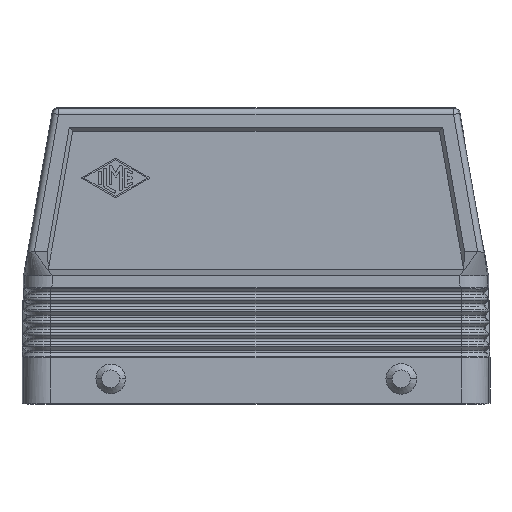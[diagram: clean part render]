
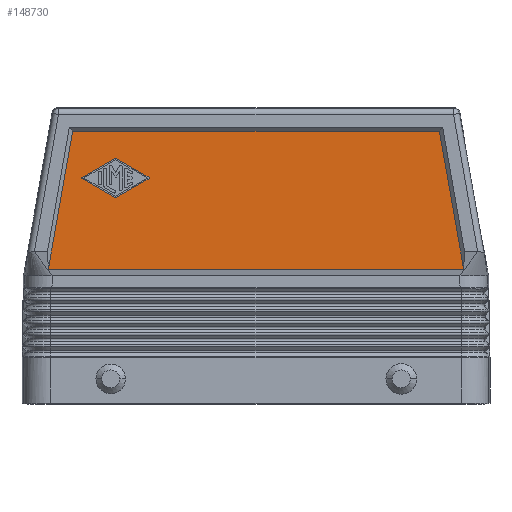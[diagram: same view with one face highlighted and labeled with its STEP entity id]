
A CAD part, left-side view. The second image highlights one B-rep face of the part: STEP entity #148730.
In plain terms, the highlighted planar face has unit normal (-1, 0, 0).
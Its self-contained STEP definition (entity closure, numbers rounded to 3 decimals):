
#147370=CARTESIAN_POINT('',(374.083,-22.843,
34.87));
#147380=VERTEX_POINT('',#147370);
#147410=CARTESIAN_POINT('',(374.083,-26.831,
12.233));
#147420=DIRECTION('',(0.,0.174,0.985));
#147430=VECTOR('',#147420,1.);
#147440=LINE('',#147410,#147430);
#147450=CARTESIAN_POINT('',(374.083,-16.613,
70.233));
#147460=VERTEX_POINT('',#147450);
#147470=EDGE_CURVE('',#147380,#147460,#147440,.T.);
#147730=CARTESIAN_POINT('',(374.083,-12.317,
48.893));
#147740=DIRECTION('',(1.,0.,0.));
#147750=DIRECTION('',(0.,1.,0.));
#147760=AXIS2_PLACEMENT_3D('',#147730,#147740,#147750);
#147770=PLANE('',#147760);
#147780=CARTESIAN_POINT('',(374.083,44.373,
34.87));
#147790=DIRECTION('',(0.,1.,0.));
#147800=VECTOR('',#147790,1.);
#147810=LINE('',#147780,#147800);
#147820=CARTESIAN_POINT('',(374.083,83.656,
34.87));
#147830=VERTEX_POINT('',#147820);
#147840=EDGE_CURVE('',#147380,#147830,#147810,.T.);
#147850=ORIENTED_EDGE('',*,*,#147840,.F.);
#147860=CARTESIAN_POINT('',(374.083,87.644,
12.233));
#147870=DIRECTION('',(0.,-0.174,0.985));
#147880=VECTOR('',#147870,1.);
#147890=LINE('',#147860,#147880);
#147900=CARTESIAN_POINT('',(374.083,77.426,
70.233));
#147910=VERTEX_POINT('',#147900);
#147920=EDGE_CURVE('',#147830,#147910,#147890,.T.);
#147930=ORIENTED_EDGE('',*,*,#147920,.F.);
#147940=CARTESIAN_POINT('',(374.083,44.373,
70.233));
#147950=DIRECTION('',(0.,1.,0.));
#147960=VECTOR('',#147950,1.);
#147970=LINE('',#147940,#147960);
#147980=EDGE_CURVE('',#147460,#147910,#147970,.T.);
#147990=ORIENTED_EDGE('',*,*,#147980,.T.);
#148000=ORIENTED_EDGE('',*,*,#147470,.T.);
#148010=EDGE_LOOP('',(#148000,#147990,#147930,#147850));
#148020=FACE_OUTER_BOUND('',#148010,.T.);
#148030=CARTESIAN_POINT('',(374.083,74.905,
58.233));
#148040=DIRECTION('',(-1.,0.,0.));
#148050=DIRECTION('',(0.,-1.,0.));
#148060=AXIS2_PLACEMENT_3D('',#148030,#148040,#148050);
#148070=CIRCLE('',#148060,0.167);
#148080=CARTESIAN_POINT('',(374.083,74.988,
58.377));
#148090=VERTEX_POINT('',#148080);
#148100=CARTESIAN_POINT('',(374.083,74.988,
58.088));
#148110=VERTEX_POINT('',#148100);
#148120=EDGE_CURVE('',#148090,#148110,#148070,.T.);
#148130=ORIENTED_EDGE('',*,*,#148120,.F.);
#148140=CARTESIAN_POINT('',(374.083,44.373,
40.588));
#148150=DIRECTION('',(0.,-0.868,-0.496));
#148160=VECTOR('',#148150,1.);
#148170=LINE('',#148140,#148160);
#148180=CARTESIAN_POINT('',(374.083,66.572,
53.277));
#148190=VERTEX_POINT('',#148180);
#148200=EDGE_CURVE('',#148110,#148190,#148170,.T.);
#148210=ORIENTED_EDGE('',*,*,#148200,.F.);
#148220=CARTESIAN_POINT('',(374.083,66.406,
53.566));
#148230=DIRECTION('',(-1.,0.,0.));
#148240=DIRECTION('',(0.,-1.,0.));
#148250=AXIS2_PLACEMENT_3D('',#148220,#148230,#148240);
#148260=CIRCLE('',#148250,0.333);
#148270=CARTESIAN_POINT('',(374.083,66.241,
53.277));
#148280=VERTEX_POINT('',#148270);
#148290=EDGE_CURVE('',#148190,#148280,#148260,.T.);
#148300=ORIENTED_EDGE('',*,*,#148290,.F.);
#148310=CARTESIAN_POINT('',(374.083,44.373,
65.777));
#148320=DIRECTION('',(0.,-0.868,0.496));
#148330=VECTOR('',#148320,1.);
#148340=LINE('',#148310,#148330);
#148350=CARTESIAN_POINT('',(374.083,57.824,
58.088));
#148360=VERTEX_POINT('',#148350);
#148370=EDGE_CURVE('',#148280,#148360,#148340,.T.);
#148380=ORIENTED_EDGE('',*,*,#148370,.F.);
#148390=CARTESIAN_POINT('',(374.083,57.907,
58.233));
#148400=DIRECTION('',(-1.,0.,0.));
#148410=DIRECTION('',(0.,-1.,0.));
#148420=AXIS2_PLACEMENT_3D('',#148390,#148400,#148410);
#148430=CIRCLE('',#148420,0.167);
#148440=CARTESIAN_POINT('',(374.083,57.824,
58.377));
#148450=VERTEX_POINT('',#148440);
#148460=EDGE_CURVE('',#148360,#148450,#148430,.T.);
#148470=ORIENTED_EDGE('',*,*,#148460,.F.);
#148480=CARTESIAN_POINT('',(374.083,44.373,
50.688));
#148490=DIRECTION('',(0.,0.868,0.496));
#148500=VECTOR('',#148490,1.);
#148510=LINE('',#148480,#148500);
#148520=CARTESIAN_POINT('',(374.083,66.241,
63.188));
#148530=VERTEX_POINT('',#148520);
#148540=EDGE_CURVE('',#148450,#148530,#148510,.T.);
#148550=ORIENTED_EDGE('',*,*,#148540,.F.);
#148560=CARTESIAN_POINT('',(374.083,66.406,
62.899));
#148570=DIRECTION('',(-1.,0.,0.));
#148580=DIRECTION('',(0.,-1.,0.));
#148590=AXIS2_PLACEMENT_3D('',#148560,#148570,#148580);
#148600=CIRCLE('',#148590,0.333);
#148610=CARTESIAN_POINT('',(374.083,66.572,
63.188));
#148620=VERTEX_POINT('',#148610);
#148630=EDGE_CURVE('',#148530,#148620,#148600,.T.);
#148640=ORIENTED_EDGE('',*,*,#148630,.F.);
#148650=CARTESIAN_POINT('',(374.083,44.373,
75.877));
#148660=DIRECTION('',(0.,0.868,-0.496));
#148670=VECTOR('',#148660,1.);
#148680=LINE('',#148650,#148670);
#148690=EDGE_CURVE('',#148620,#148090,#148680,.T.);
#148700=ORIENTED_EDGE('',*,*,#148690,.F.);
#148710=EDGE_LOOP('',(#148700,#148640,#148550,#148470,#148380,#148300,
#148210,#148130));
#148720=FACE_BOUND('',#148710,.T.);
#148730=ADVANCED_FACE('',(#148020,#148720),#147770,.F.);
